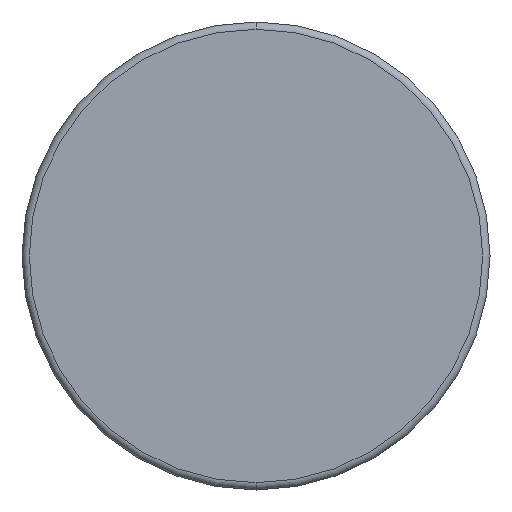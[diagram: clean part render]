
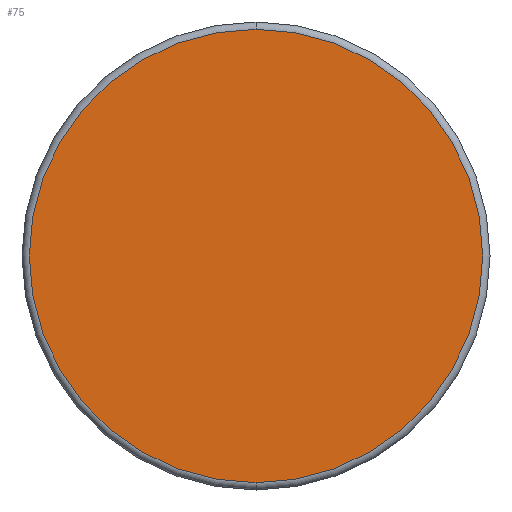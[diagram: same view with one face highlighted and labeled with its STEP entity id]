
A CAD part, front view. The second image highlights one B-rep face of the part: STEP entity #75.
In plain terms, the highlighted planar face has unit normal (0, -1, 0).
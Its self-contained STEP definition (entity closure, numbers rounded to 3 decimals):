
#24 = DIRECTION ( 'NONE',  ( 0., 0., 1. ) ) ;
#62 = AXIS2_PLACEMENT_3D ( 'NONE', #328, #94, #292 ) ;
#73 = FACE_OUTER_BOUND ( 'NONE', #131, .T. ) ;
#75 = ADVANCED_FACE ( 'NONE', ( #73 ), #359, .F. ) ;
#89 = EDGE_CURVE ( 'NONE', #240, #142, #343, .T. ) ;
#94 = DIRECTION ( 'NONE',  ( 0., 1., 0. ) ) ;
#95 = DIRECTION ( 'NONE',  ( 0., -1., 0. ) ) ;
#96 = CARTESIAN_POINT ( 'NONE',  ( 0., 0., 0. ) ) ;
#114 = CIRCLE ( 'NONE', #358, 7.75 ) ;
#131 = EDGE_LOOP ( 'NONE', ( #148, #190 ) ) ;
#142 = VERTEX_POINT ( 'NONE', #357 ) ;
#148 = ORIENTED_EDGE ( 'NONE', *, *, #188, .T. ) ;
#188 = EDGE_CURVE ( 'NONE', #142, #240, #114, .T. ) ;
#190 = ORIENTED_EDGE ( 'NONE', *, *, #89, .T. ) ;
#240 = VERTEX_POINT ( 'NONE', #296 ) ;
#292 = DIRECTION ( 'NONE',  ( 0., 0., 1. ) ) ;
#295 = DIRECTION ( 'NONE',  ( 0., 0., 1. ) ) ;
#296 = CARTESIAN_POINT ( 'NONE',  ( 0., 0., -7.75 ) ) ;
#302 = DIRECTION ( 'NONE',  ( 0., -1., 0. ) ) ;
#328 = CARTESIAN_POINT ( 'NONE',  ( 0., 0., 0. ) ) ;
#332 = CARTESIAN_POINT ( 'NONE',  ( 0., 0., 0. ) ) ;
#343 = CIRCLE ( 'NONE', #346, 7.75 ) ;
#346 = AXIS2_PLACEMENT_3D ( 'NONE', #96, #95, #295 ) ;
#357 = CARTESIAN_POINT ( 'NONE',  ( 0., 0., 7.75 ) ) ;
#358 = AXIS2_PLACEMENT_3D ( 'NONE', #332, #302, #24 ) ;
#359 = PLANE ( 'NONE',  #62 ) ;
